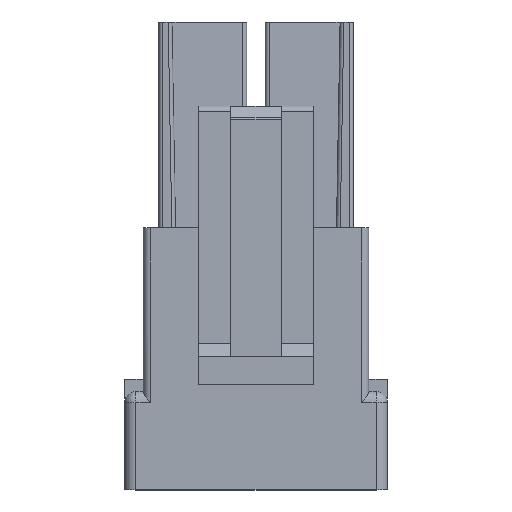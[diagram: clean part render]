
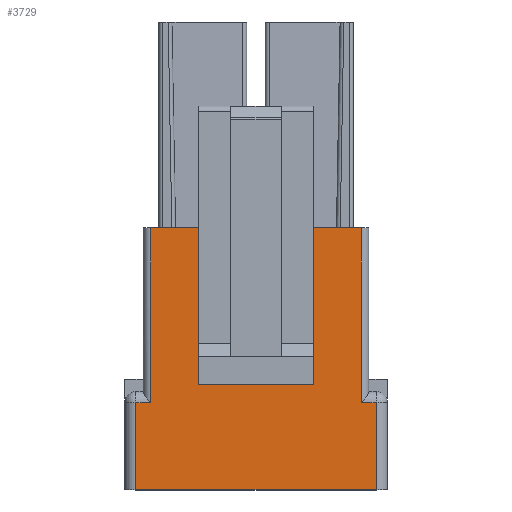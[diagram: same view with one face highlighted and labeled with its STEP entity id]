
A CAD part, top view. The second image highlights one B-rep face of the part: STEP entity #3729.
In plain terms, the highlighted planar face has unit normal (0, 0, 1).
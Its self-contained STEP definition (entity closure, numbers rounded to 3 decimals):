
#602=ORIENTED_EDGE('',*,*,#1535,.F.);
#603=ORIENTED_EDGE('',*,*,#1548,.F.);
#604=ORIENTED_EDGE('',*,*,#1533,.T.);
#605=ORIENTED_EDGE('',*,*,#1513,.T.);
#606=ORIENTED_EDGE('',*,*,#1549,.T.);
#607=ORIENTED_EDGE('',*,*,#1550,.T.);
#608=ORIENTED_EDGE('',*,*,#1265,.T.);
#609=ORIENTED_EDGE('',*,*,#1551,.T.);
#610=ORIENTED_EDGE('',*,*,#1552,.F.);
#611=ORIENTED_EDGE('',*,*,#1553,.T.);
#612=ORIENTED_EDGE('',*,*,#1460,.F.);
#613=ORIENTED_EDGE('',*,*,#1554,.T.);
#614=ORIENTED_EDGE('',*,*,#1555,.T.);
#615=ORIENTED_EDGE('',*,*,#1523,.F.);
#616=ORIENTED_EDGE('',*,*,#1516,.F.);
#617=ORIENTED_EDGE('',*,*,#1520,.T.);
#1265=EDGE_CURVE('',#1813,#1814,#2161,.T.);
#1460=EDGE_CURVE('',#1955,#1956,#2329,.T.);
#1513=EDGE_CURVE('',#1999,#2000,#2376,.T.);
#1516=EDGE_CURVE('',#2002,#2003,#2378,.T.);
#1520=EDGE_CURVE('',#2002,#2004,#2380,.T.);
#1523=EDGE_CURVE('',#2003,#2005,#2382,.T.);
#1533=EDGE_CURVE('',#2012,#1999,#2389,.T.);
#1535=EDGE_CURVE('',#2013,#2000,#2390,.T.);
#1548=EDGE_CURVE('',#2012,#2013,#2401,.T.);
#1549=EDGE_CURVE('',#2023,#2024,#2402,.T.);
#1550=EDGE_CURVE('',#2024,#1813,#2403,.T.);
#1551=EDGE_CURVE('',#1814,#2025,#2404,.F.);
#1552=EDGE_CURVE('',#2026,#2025,#2405,.T.);
#1553=EDGE_CURVE('',#2026,#1956,#2406,.F.);
#1554=EDGE_CURVE('',#1955,#2023,#2407,.F.);
#1555=EDGE_CURVE('',#2004,#2005,#2408,.T.);
#1813=VERTEX_POINT('',#5235);
#1814=VERTEX_POINT('',#5236);
#1955=VERTEX_POINT('',#5622);
#1956=VERTEX_POINT('',#5624);
#1999=VERTEX_POINT('',#5722);
#2000=VERTEX_POINT('',#5726);
#2002=VERTEX_POINT('',#5732);
#2003=VERTEX_POINT('',#5734);
#2004=VERTEX_POINT('',#5739);
#2005=VERTEX_POINT('',#5744);
#2012=VERTEX_POINT('',#5762);
#2013=VERTEX_POINT('',#5767);
#2023=VERTEX_POINT('',#5796);
#2024=VERTEX_POINT('',#5797);
#2025=VERTEX_POINT('',#5800);
#2026=VERTEX_POINT('',#5802);
#2161=LINE('',#5234,#2628);
#2329=LINE('',#5623,#2796);
#2376=LINE('',#5727,#2843);
#2378=LINE('',#5733,#2845);
#2380=LINE('',#5740,#2847);
#2382=LINE('',#5745,#2849);
#2389=LINE('',#5764,#2856);
#2390=LINE('',#5768,#2857);
#2401=LINE('',#5794,#2868);
#2402=LINE('',#5795,#2869);
#2403=LINE('',#5798,#2870);
#2404=LINE('',#5799,#2871);
#2405=LINE('',#5801,#2872);
#2406=LINE('',#5803,#2873);
#2407=LINE('',#5804,#2874);
#2408=LINE('',#5805,#2875);
#2628=VECTOR('',#4189,1000.);
#2796=VECTOR('',#4513,1000.);
#2843=VECTOR('',#4584,1000.);
#2845=VECTOR('',#4590,1000.);
#2847=VECTOR('',#4598,1000.);
#2849=VECTOR('',#4604,1000.);
#2856=VECTOR('',#4621,1000.);
#2857=VECTOR('',#4626,1000.);
#2868=VECTOR('',#4649,1000.);
#2869=VECTOR('',#4650,1000.);
#2870=VECTOR('',#4651,1000.);
#2871=VECTOR('',#4652,1000.);
#2872=VECTOR('',#4653,1000.);
#2873=VECTOR('',#4654,1000.);
#2874=VECTOR('',#4655,1000.);
#2875=VECTOR('',#4656,1000.);
#3152=EDGE_LOOP('',(#602,#603,#604,#605));
#3153=EDGE_LOOP('',(#606,#607,#608,#609,#610,#611,#612,#613));
#3154=EDGE_LOOP('',(#614,#615,#616,#617));
#3364=FACE_BOUND('',#3152,.T.);
#3365=FACE_BOUND('',#3153,.T.);
#3366=FACE_BOUND('',#3154,.T.);
#3566=PLANE('',#3992);
#3729=ADVANCED_FACE('',(#3364,#3365,#3366),#3566,.T.);
#3992=AXIS2_PLACEMENT_3D('',#5793,#4647,#4648);
#4189=DIRECTION('',(-1.,0.,0.));
#4513=DIRECTION('',(-1.,0.,0.));
#4584=DIRECTION('',(0.,1.,0.));
#4590=DIRECTION('',(0.,1.,0.));
#4598=DIRECTION('',(-1.,0.,0.));
#4604=DIRECTION('',(-1.,0.,0.));
#4621=DIRECTION('',(-1.,0.,0.));
#4626=DIRECTION('',(-1.,0.,0.));
#4647=DIRECTION('',(0.,0.,1.));
#4648=DIRECTION('',(1.,0.,0.));
#4649=DIRECTION('',(0.,1.,0.));
#4650=DIRECTION('',(-1.,0.,0.));
#4651=DIRECTION('',(0.,1.,0.));
#4652=DIRECTION('',(0.,1.,0.));
#4653=DIRECTION('',(1.,0.,0.));
#4654=DIRECTION('',(0.,1.,0.));
#4655=DIRECTION('',(0.,-1.,0.));
#4656=DIRECTION('',(0.,1.,0.));
#5234=CARTESIAN_POINT('',(6.025,0.,3.4));
#5235=CARTESIAN_POINT('',(5.625,0.,3.4));
#5236=CARTESIAN_POINT('',(-5.625,0.,3.4));
#5622=CARTESIAN_POINT('',(6.425,-14.,3.4));
#5623=CARTESIAN_POINT('',(6.025,-14.,3.4));
#5624=CARTESIAN_POINT('',(-6.425,-14.,3.4));
#5722=CARTESIAN_POINT('',(1.425,-3.25,3.4));
#5726=CARTESIAN_POINT('',(1.425,-0.75,3.4));
#5727=CARTESIAN_POINT('',(1.425,-25.872,3.4));
#5732=CARTESIAN_POINT('',(-1.425,-3.25,3.4));
#5733=CARTESIAN_POINT('',(-1.425,-25.872,3.4));
#5734=CARTESIAN_POINT('',(-1.425,-0.75,3.4));
#5739=CARTESIAN_POINT('',(-2.4,-3.25,3.4));
#5740=CARTESIAN_POINT('',(3.075,-3.25,3.4));
#5744=CARTESIAN_POINT('',(-2.4,-0.75,3.4));
#5745=CARTESIAN_POINT('',(3.075,-0.75,3.4));
#5762=CARTESIAN_POINT('',(2.4,-3.25,3.4));
#5764=CARTESIAN_POINT('',(3.075,-3.25,3.4));
#5767=CARTESIAN_POINT('',(2.4,-0.75,3.4));
#5768=CARTESIAN_POINT('',(3.075,-0.75,3.4));
#5793=CARTESIAN_POINT('',(6.025,-14.,3.4));
#5794=CARTESIAN_POINT('',(2.4,-25.872,3.4));
#5795=CARTESIAN_POINT('',(7.025,-9.35,3.4));
#5796=CARTESIAN_POINT('',(6.425,-9.35,3.4));
#5797=CARTESIAN_POINT('',(5.625,-9.35,3.4));
#5798=CARTESIAN_POINT('',(5.625,0.,3.4));
#5799=CARTESIAN_POINT('',(-5.625,-14.,3.4));
#5800=CARTESIAN_POINT('',(-5.625,-9.35,3.4));
#5801=CARTESIAN_POINT('',(-7.025,-9.35,3.4));
#5802=CARTESIAN_POINT('',(-6.425,-9.35,3.4));
#5803=CARTESIAN_POINT('',(-6.425,-14.,3.4));
#5804=CARTESIAN_POINT('',(6.425,-14.,3.4));
#5805=CARTESIAN_POINT('',(-2.4,-25.872,3.4));
